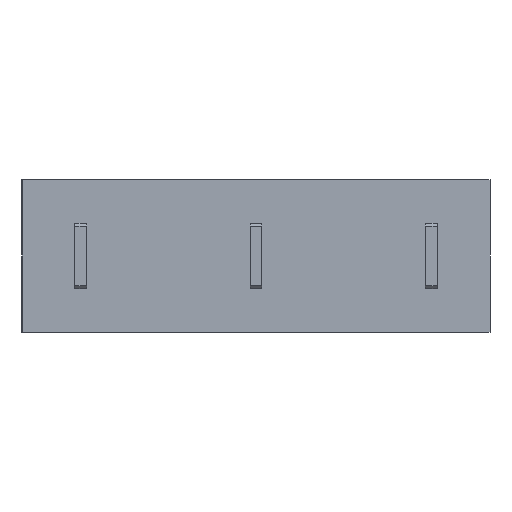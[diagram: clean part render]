
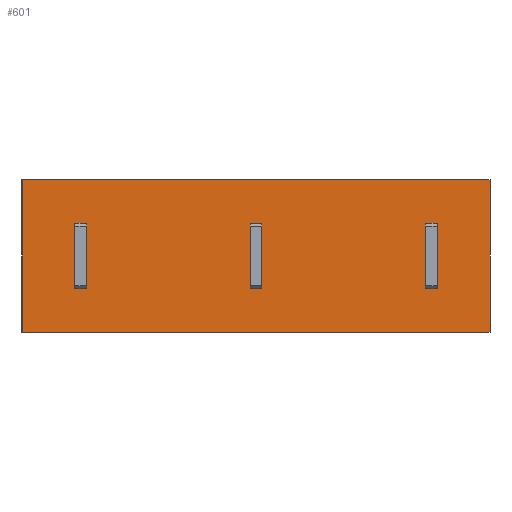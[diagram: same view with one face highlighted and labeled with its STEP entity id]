
A CAD part, front view. The second image highlights one B-rep face of the part: STEP entity #601.
In plain terms, the highlighted planar face has unit normal (0, -1, 0).
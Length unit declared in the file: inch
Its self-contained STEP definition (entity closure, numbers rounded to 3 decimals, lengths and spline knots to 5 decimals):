
#515 = ORIENTED_EDGE ( 'NONE', *, *, #516, .F. ) ;
#516 = EDGE_CURVE ( 'NONE', #517, #518, #1503, .T. ) ;
#517 = VERTEX_POINT ( 'NONE', #1499 ) ;
#518 = VERTEX_POINT ( 'NONE', #1498 ) ;
#519 = ORIENTED_EDGE ( 'NONE', *, *, #520, .F. ) ;
#520 = EDGE_CURVE ( 'NONE', #521, #517, #1497, .T. ) ;
#521 = VERTEX_POINT ( 'NONE', #1493 ) ;
#522 = ORIENTED_EDGE ( 'NONE', *, *, #523, .T. ) ;
#523 = EDGE_CURVE ( 'NONE', #521, #524, #1492, .T. ) ;
#524 = VERTEX_POINT ( 'NONE', #1488 ) ;
#525 = ORIENTED_EDGE ( 'NONE', *, *, #526, .T. ) ;
#526 = EDGE_CURVE ( 'NONE', #524, #518, #1487, .T. ) ;
#527 = EDGE_LOOP ( 'NONE', ( #528, #532, #535, #538 ) ) ;
#528 = ORIENTED_EDGE ( 'NONE', *, *, #529, .T. ) ;
#529 = EDGE_CURVE ( 'NONE', #530, #531, #1483, .T. ) ;
#530 = VERTEX_POINT ( 'NONE', #1479 ) ;
#531 = VERTEX_POINT ( 'NONE', #1540 ) ;
#532 = ORIENTED_EDGE ( 'NONE', *, *, #533, .F. ) ;
#533 = EDGE_CURVE ( 'NONE', #534, #531, #1539, .T. ) ;
#534 = VERTEX_POINT ( 'NONE', #1535 ) ;
#535 = ORIENTED_EDGE ( 'NONE', *, *, #536, .F. ) ;
#536 = EDGE_CURVE ( 'NONE', #537, #534, #1534, .T. ) ;
#537 = VERTEX_POINT ( 'NONE', #1530 ) ;
#538 = ORIENTED_EDGE ( 'NONE', *, *, #539, .T. ) ;
#539 = EDGE_CURVE ( 'NONE', #537, #530, #1529, .T. ) ;
#540 = EDGE_LOOP ( 'NONE', ( #541, #545, #548, #551 ) ) ;
#541 = ORIENTED_EDGE ( 'NONE', *, *, #542, .F. ) ;
#542 = EDGE_CURVE ( 'NONE', #543, #544, #1525, .T. ) ;
#543 = VERTEX_POINT ( 'NONE', #1521 ) ;
#544 = VERTEX_POINT ( 'NONE', #1520 ) ;
#545 = ORIENTED_EDGE ( 'NONE', *, *, #546, .F. ) ;
#546 = EDGE_CURVE ( 'NONE', #547, #543, #1519, .T. ) ;
#547 = VERTEX_POINT ( 'NONE', #1515 ) ;
#548 = ORIENTED_EDGE ( 'NONE', *, *, #549, .T. ) ;
#549 = EDGE_CURVE ( 'NONE', #547, #550, #1514, .T. ) ;
#550 = VERTEX_POINT ( 'NONE', #1574 ) ;
#551 = ORIENTED_EDGE ( 'NONE', *, *, #552, .T. ) ;
#552 = EDGE_CURVE ( 'NONE', #550, #544, #1573, .T. ) ;
#553 = EDGE_LOOP ( 'NONE', ( #620, #623, #626, #629 ) ) ;
#554 = VERTEX_POINT ( 'NONE', #1569 ) ;
#601 = ADVANCED_FACE ( 'NONE', ( #1613, #1612, #1611, #1610 ), #1609, .F. ) ;
#602 = EDGE_LOOP ( 'NONE', ( #515, #519, #522, #525 ) ) ;
#620 = ORIENTED_EDGE ( 'NONE', *, *, #621, .F. ) ;
#621 = EDGE_CURVE ( 'NONE', #554, #622, #1699, .T. ) ;
#622 = VERTEX_POINT ( 'NONE', #1695 ) ;
#623 = ORIENTED_EDGE ( 'NONE', *, *, #624, .F. ) ;
#624 = EDGE_CURVE ( 'NONE', #625, #554, #1694, .T. ) ;
#625 = VERTEX_POINT ( 'NONE', #1690 ) ;
#626 = ORIENTED_EDGE ( 'NONE', *, *, #627, .T. ) ;
#627 = EDGE_CURVE ( 'NONE', #625, #628, #1689, .T. ) ;
#628 = VERTEX_POINT ( 'NONE', #1685 ) ;
#629 = ORIENTED_EDGE ( 'NONE', *, *, #630, .T. ) ;
#630 = EDGE_CURVE ( 'NONE', #628, #622, #1684, .T. ) ;
#1479 = CARTESIAN_POINT ( 'NONE',  ( -0.3935, 0., -0.128 ) ) ;
#1480 = DIRECTION ( 'NONE',  ( 1., 0., 0. ) ) ;
#1481 = VECTOR ( 'NONE', #1480, 39.37008 ) ;
#1482 = CARTESIAN_POINT ( 'NONE',  ( -0.3935, 0., -0.128 ) ) ;
#1483 = LINE ( 'NONE', #1482, #1481 ) ;
#1484 = DIRECTION ( 'NONE',  ( 0., 0., 1. ) ) ;
#1485 = VECTOR ( 'NONE', #1484, 39.37008 ) ;
#1486 = CARTESIAN_POINT ( 'NONE',  ( -0.01, 0., -0.055 ) ) ;
#1487 = LINE ( 'NONE', #1486, #1485 ) ;
#1488 = CARTESIAN_POINT ( 'NONE',  ( -0.01, 0., -0.055 ) ) ;
#1489 = DIRECTION ( 'NONE',  ( -1., 0., 0. ) ) ;
#1490 = VECTOR ( 'NONE', #1489, 39.37008 ) ;
#1491 = CARTESIAN_POINT ( 'NONE',  ( 0.01, 0., -0.055 ) ) ;
#1492 = LINE ( 'NONE', #1491, #1490 ) ;
#1493 = CARTESIAN_POINT ( 'NONE',  ( 0.01, 0., -0.055 ) ) ;
#1494 = DIRECTION ( 'NONE',  ( 0., 0., 1. ) ) ;
#1495 = VECTOR ( 'NONE', #1494, 39.37008 ) ;
#1496 = CARTESIAN_POINT ( 'NONE',  ( 0.01, 0., -0.055 ) ) ;
#1497 = LINE ( 'NONE', #1496, #1495 ) ;
#1498 = CARTESIAN_POINT ( 'NONE',  ( -0.01, 0., 0.055 ) ) ;
#1499 = CARTESIAN_POINT ( 'NONE',  ( 0.01, 0., 0.055 ) ) ;
#1500 = DIRECTION ( 'NONE',  ( -1., 0., 0. ) ) ;
#1501 = VECTOR ( 'NONE', #1500, 39.37008 ) ;
#1502 = CARTESIAN_POINT ( 'NONE',  ( 0.01, 0., 0.055 ) ) ;
#1503 = LINE ( 'NONE', #1502, #1501 ) ;
#1511 = DIRECTION ( 'NONE',  ( -1., 0., 0. ) ) ;
#1512 = VECTOR ( 'NONE', #1511, 39.37008 ) ;
#1513 = CARTESIAN_POINT ( 'NONE',  ( -0.285, 0., -0.055 ) ) ;
#1514 = LINE ( 'NONE', #1513, #1512 ) ;
#1515 = CARTESIAN_POINT ( 'NONE',  ( -0.285, 0., -0.055 ) ) ;
#1516 = DIRECTION ( 'NONE',  ( 0., 0., 1. ) ) ;
#1517 = VECTOR ( 'NONE', #1516, 39.37008 ) ;
#1518 = CARTESIAN_POINT ( 'NONE',  ( -0.285, 0., -0.055 ) ) ;
#1519 = LINE ( 'NONE', #1518, #1517 ) ;
#1520 = CARTESIAN_POINT ( 'NONE',  ( -0.305, 0., 0.055 ) ) ;
#1521 = CARTESIAN_POINT ( 'NONE',  ( -0.285, 0., 0.055 ) ) ;
#1522 = DIRECTION ( 'NONE',  ( -1., 0., 0. ) ) ;
#1523 = VECTOR ( 'NONE', #1522, 39.37008 ) ;
#1524 = CARTESIAN_POINT ( 'NONE',  ( -0.285, 0., 0.055 ) ) ;
#1525 = LINE ( 'NONE', #1524, #1523 ) ;
#1526 = DIRECTION ( 'NONE',  ( 0., 0., -1. ) ) ;
#1527 = VECTOR ( 'NONE', #1526, 39.37008 ) ;
#1528 = CARTESIAN_POINT ( 'NONE',  ( -0.3935, 0., 0.128 ) ) ;
#1529 = LINE ( 'NONE', #1528, #1527 ) ;
#1530 = CARTESIAN_POINT ( 'NONE',  ( -0.3935, 0., 0.128 ) ) ;
#1531 = DIRECTION ( 'NONE',  ( 1., 0., 0. ) ) ;
#1532 = VECTOR ( 'NONE', #1531, 39.37008 ) ;
#1533 = CARTESIAN_POINT ( 'NONE',  ( -0.3935, 0., 0.128 ) ) ;
#1534 = LINE ( 'NONE', #1533, #1532 ) ;
#1535 = CARTESIAN_POINT ( 'NONE',  ( 0.3935, 0., 0.128 ) ) ;
#1536 = DIRECTION ( 'NONE',  ( 0., 0., -1. ) ) ;
#1537 = VECTOR ( 'NONE', #1536, 39.37008 ) ;
#1538 = CARTESIAN_POINT ( 'NONE',  ( 0.3935, 0., 0.128 ) ) ;
#1539 = LINE ( 'NONE', #1538, #1537 ) ;
#1540 = CARTESIAN_POINT ( 'NONE',  ( 0.3935, 0., -0.128 ) ) ;
#1569 = CARTESIAN_POINT ( 'NONE',  ( 0.305, 0., 0.055 ) ) ;
#1570 = DIRECTION ( 'NONE',  ( 0., 0., 1. ) ) ;
#1571 = VECTOR ( 'NONE', #1570, 39.37008 ) ;
#1572 = CARTESIAN_POINT ( 'NONE',  ( -0.305, 0., -0.055 ) ) ;
#1573 = LINE ( 'NONE', #1572, #1571 ) ;
#1574 = CARTESIAN_POINT ( 'NONE',  ( -0.305, 0., -0.055 ) ) ;
#1605 = DIRECTION ( 'NONE',  ( 0., 0., 1. ) ) ;
#1606 = DIRECTION ( 'NONE',  ( 0., 1., 0. ) ) ;
#1607 = CARTESIAN_POINT ( 'NONE',  ( -0.3935, 0., 0.128 ) ) ;
#1608 = AXIS2_PLACEMENT_3D ( 'NONE', #1607, #1606, #1605 ) ;
#1609 = PLANE ( 'NONE',  #1608 ) ;
#1610 = FACE_BOUND ( 'NONE', #553, .T. ) ;
#1611 = FACE_BOUND ( 'NONE', #540, .T. ) ;
#1612 = FACE_OUTER_BOUND ( 'NONE', #527, .T. ) ;
#1613 = FACE_BOUND ( 'NONE', #602, .T. ) ;
#1681 = DIRECTION ( 'NONE',  ( 0., 0., 1. ) ) ;
#1682 = VECTOR ( 'NONE', #1681, 39.37008 ) ;
#1683 = CARTESIAN_POINT ( 'NONE',  ( 0.285, 0., -0.055 ) ) ;
#1684 = LINE ( 'NONE', #1683, #1682 ) ;
#1685 = CARTESIAN_POINT ( 'NONE',  ( 0.285, 0., -0.055 ) ) ;
#1686 = DIRECTION ( 'NONE',  ( -1., 0., 0. ) ) ;
#1687 = VECTOR ( 'NONE', #1686, 39.37008 ) ;
#1688 = CARTESIAN_POINT ( 'NONE',  ( 0.305, 0., -0.055 ) ) ;
#1689 = LINE ( 'NONE', #1688, #1687 ) ;
#1690 = CARTESIAN_POINT ( 'NONE',  ( 0.305, 0., -0.055 ) ) ;
#1691 = DIRECTION ( 'NONE',  ( 0., 0., 1. ) ) ;
#1692 = VECTOR ( 'NONE', #1691, 39.37008 ) ;
#1693 = CARTESIAN_POINT ( 'NONE',  ( 0.305, 0., -0.055 ) ) ;
#1694 = LINE ( 'NONE', #1693, #1692 ) ;
#1695 = CARTESIAN_POINT ( 'NONE',  ( 0.285, 0., 0.055 ) ) ;
#1696 = DIRECTION ( 'NONE',  ( -1., 0., 0. ) ) ;
#1697 = VECTOR ( 'NONE', #1696, 39.37008 ) ;
#1698 = CARTESIAN_POINT ( 'NONE',  ( 0.305, 0., 0.055 ) ) ;
#1699 = LINE ( 'NONE', #1698, #1697 ) ;
